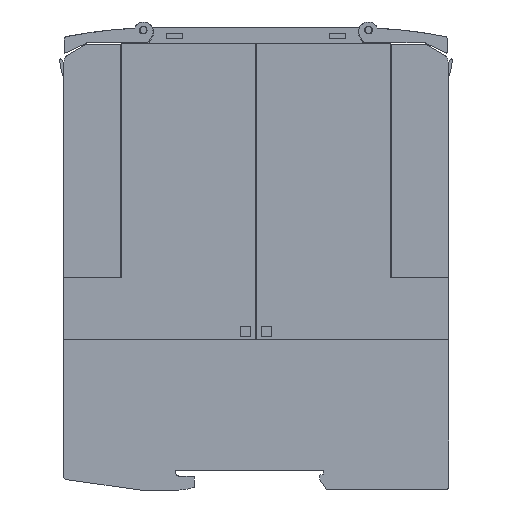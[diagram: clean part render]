
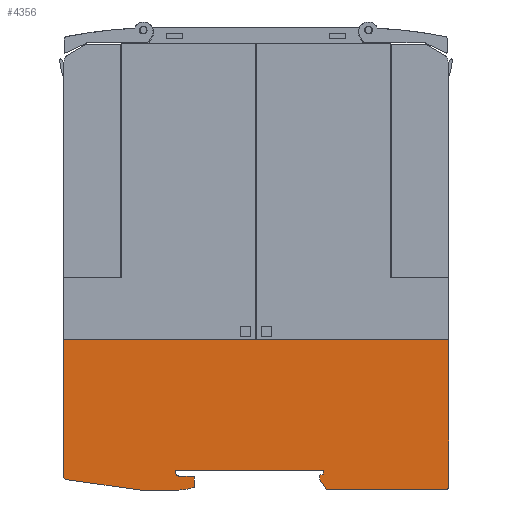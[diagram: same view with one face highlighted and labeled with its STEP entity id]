
A CAD part, left-side view. The second image highlights one B-rep face of the part: STEP entity #4356.
In plain terms, the highlighted planar face has unit normal (-1, 0, 0).
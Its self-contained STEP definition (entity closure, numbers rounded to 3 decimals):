
#4356=ADVANCED_FACE('',(#8829),#8830,.T.);
#8829=FACE_OUTER_BOUND('',#13294,.T.);
#8830=PLANE('',#13295);
#13294=EDGE_LOOP('',(#27080,#27081,#27082,#27083,#27084,#27085,#27086,#27087,#27088,#27089,#27090,#27091,#27092,#27093,#27094,#27095,#27096,#27097,#27098,#27099));
#13295=AXIS2_PLACEMENT_3D('',#27100,#27101,#27102);
#27080=ORIENTED_EDGE('',*,*,#32515,.F.);
#27081=ORIENTED_EDGE('',*,*,#32592,.F.);
#27082=ORIENTED_EDGE('',*,*,#32588,.F.);
#27083=ORIENTED_EDGE('',*,*,#32584,.F.);
#27084=ORIENTED_EDGE('',*,*,#32580,.F.);
#27085=ORIENTED_EDGE('',*,*,#32576,.F.);
#27086=ORIENTED_EDGE('',*,*,#32572,.F.);
#27087=ORIENTED_EDGE('',*,*,#32568,.F.);
#27088=ORIENTED_EDGE('',*,*,#32564,.F.);
#27089=ORIENTED_EDGE('',*,*,#32560,.F.);
#27090=ORIENTED_EDGE('',*,*,#32556,.F.);
#27091=ORIENTED_EDGE('',*,*,#32552,.F.);
#27092=ORIENTED_EDGE('',*,*,#32548,.F.);
#27093=ORIENTED_EDGE('',*,*,#32544,.F.);
#27094=ORIENTED_EDGE('',*,*,#32540,.F.);
#27095=ORIENTED_EDGE('',*,*,#32536,.F.);
#27096=ORIENTED_EDGE('',*,*,#32532,.F.);
#27097=ORIENTED_EDGE('',*,*,#32528,.F.);
#27098=ORIENTED_EDGE('',*,*,#32524,.F.);
#27099=ORIENTED_EDGE('',*,*,#32520,.F.);
#27100=CARTESIAN_POINT('',(0.05,51.037,19.348));
#27101=DIRECTION('',(-1.0,0.0,0.0));
#27102=DIRECTION('',(0.0,1.0,0.0));
#32515=EDGE_CURVE('',#40618,#40619,#40620,.T.);
#32520=EDGE_CURVE('',#40619,#40627,#40628,.T.);
#32524=EDGE_CURVE('',#40627,#40633,#40634,.T.);
#32528=EDGE_CURVE('',#40633,#40639,#40640,.T.);
#32532=EDGE_CURVE('',#40639,#40645,#40646,.T.);
#32536=EDGE_CURVE('',#40645,#40651,#40652,.T.);
#32540=EDGE_CURVE('',#40651,#40657,#40658,.T.);
#32544=EDGE_CURVE('',#40657,#40663,#40664,.T.);
#32548=EDGE_CURVE('',#40663,#40669,#40670,.T.);
#32552=EDGE_CURVE('',#40669,#40675,#40676,.T.);
#32556=EDGE_CURVE('',#40675,#40681,#40682,.T.);
#32560=EDGE_CURVE('',#40681,#40687,#40688,.T.);
#32564=EDGE_CURVE('',#40687,#40693,#40694,.T.);
#32568=EDGE_CURVE('',#40693,#40699,#40700,.T.);
#32572=EDGE_CURVE('',#40699,#40705,#40706,.T.);
#32576=EDGE_CURVE('',#40705,#40711,#40712,.T.);
#32580=EDGE_CURVE('',#40711,#40717,#40718,.T.);
#32584=EDGE_CURVE('',#40717,#40723,#40724,.T.);
#32588=EDGE_CURVE('',#40723,#40729,#40730,.T.);
#32592=EDGE_CURVE('',#40729,#40618,#40735,.T.);
#40618=VERTEX_POINT('',#53073);
#40619=VERTEX_POINT('',#53074);
#40620=CIRCLE('',#53075,10.);
#40627=VERTEX_POINT('',#53084);
#40628=LINE('',#53085,#53086);
#40633=VERTEX_POINT('',#53093);
#40634=LINE('',#53094,#53095);
#40639=VERTEX_POINT('',#53102);
#40640=CIRCLE('',#53103,1.);
#40645=VERTEX_POINT('',#53109);
#40646=LINE('',#53110,#53111);
#40651=VERTEX_POINT('',#53118);
#40652=LINE('',#53119,#53120);
#40657=VERTEX_POINT('',#53127);
#40658=LINE('',#53128,#53129);
#40663=VERTEX_POINT('',#53136);
#40664=CIRCLE('',#53137,1.);
#40669=VERTEX_POINT('',#53143);
#40670=LINE('',#53144,#53145);
#40675=VERTEX_POINT('',#53152);
#40676=LINE('',#53153,#53154);
#40681=VERTEX_POINT('',#53161);
#40682=LINE('',#53162,#53163);
#40687=VERTEX_POINT('',#53170);
#40688=LINE('',#53171,#53172);
#40693=VERTEX_POINT('',#53179);
#40694=LINE('',#53180,#53181);
#40699=VERTEX_POINT('',#53188);
#40700=LINE('',#53189,#53190);
#40705=VERTEX_POINT('',#53197);
#40706=CIRCLE('',#53198,0.3);
#40711=VERTEX_POINT('',#53204);
#40712=CIRCLE('',#53205,1.2);
#40717=VERTEX_POINT('',#53211);
#40718=LINE('',#53212,#53213);
#40723=VERTEX_POINT('',#53220);
#40724=LINE('',#53221,#53222);
#40729=VERTEX_POINT('',#53229);
#40730=LINE('',#53230,#53231);
#40735=LINE('',#53238,#53239);
#53073=CARTESIAN_POINT('',(0.05,68.755,0.256));
#53074=CARTESIAN_POINT('',(0.05,71.005,0.0));
#53075=AXIS2_PLACEMENT_3D('',#58342,#58343,#58344);
#53084=CARTESIAN_POINT('',(0.05,80.949,0.0));
#53085=CARTESIAN_POINT('',(0.05,71.005,0.0));
#53086=VECTOR('',#58350,1.0);
#53093=CARTESIAN_POINT('',(0.05,100.089,2.69));
#53094=CARTESIAN_POINT('',(0.05,80.949,0.0));
#53095=VECTOR('',#58353,1.0);
#53102=CARTESIAN_POINT('',(0.05,100.949,3.68));
#53103=AXIS2_PLACEMENT_3D('',#58356,#58357,#58358);
#53109=CARTESIAN_POINT('',(0.05,100.949,39.));
#53110=CARTESIAN_POINT('',(0.05,100.949,3.68));
#53111=VECTOR('',#58363,1.0);
#53118=CARTESIAN_POINT('',(0.05,0.949,39.));
#53119=CARTESIAN_POINT('',(0.05,100.949,39.));
#53120=VECTOR('',#58366,1.0);
#53127=CARTESIAN_POINT('',(0.05,0.949,1.));
#53128=CARTESIAN_POINT('',(0.05,0.949,39.));
#53129=VECTOR('',#58369,1.0);
#53136=CARTESIAN_POINT('',(0.05,1.949,0.));
#53137=AXIS2_PLACEMENT_3D('',#58372,#58373,#58374);
#53143=CARTESIAN_POINT('',(0.05,32.649,0.));
#53144=CARTESIAN_POINT('',(0.05,1.949,0.));
#53145=VECTOR('',#58379,1.0);
#53152=CARTESIAN_POINT('',(0.05,34.449,2.832));
#53153=CARTESIAN_POINT('',(0.05,32.649,0.));
#53154=VECTOR('',#58382,1.0);
#53161=CARTESIAN_POINT('',(0.05,34.449,3.832));
#53162=CARTESIAN_POINT('',(0.05,34.449,2.832));
#53163=VECTOR('',#58385,1.0);
#53170=CARTESIAN_POINT('',(0.05,33.449,4.1));
#53171=CARTESIAN_POINT('',(0.05,34.449,3.832));
#53172=VECTOR('',#58388,1.0);
#53179=CARTESIAN_POINT('',(0.05,33.449,5.1));
#53180=CARTESIAN_POINT('',(0.05,33.449,4.1));
#53181=VECTOR('',#58391,1.0);
#53188=CARTESIAN_POINT('',(0.05,71.649,5.1));
#53189=CARTESIAN_POINT('',(0.05,33.449,5.1));
#53190=VECTOR('',#58394,1.0);
#53197=CARTESIAN_POINT('',(0.05,71.949,4.8));
#53198=AXIS2_PLACEMENT_3D('',#58397,#58398,#58399);
#53204=CARTESIAN_POINT('',(0.05,70.749,3.6));
#53205=AXIS2_PLACEMENT_3D('',#58404,#58405,#58406);
#53211=CARTESIAN_POINT('',(0.05,67.749,3.6));
#53212=CARTESIAN_POINT('',(0.05,70.749,3.6));
#53213=VECTOR('',#58411,1.0);
#53220=CARTESIAN_POINT('',(0.05,66.949,3.4));
#53221=CARTESIAN_POINT('',(0.05,67.749,3.6));
#53222=VECTOR('',#58414,1.0);
#53229=CARTESIAN_POINT('',(0.05,66.949,0.673));
#53230=CARTESIAN_POINT('',(0.05,66.949,3.4));
#53231=VECTOR('',#58417,1.0);
#53238=CARTESIAN_POINT('',(0.05,66.949,0.673));
#53239=VECTOR('',#58420,1.0);
#58342=CARTESIAN_POINT('',(0.05,71.005,10.));
#58343=DIRECTION('',(1.0,0.0,0.0));
#58344=DIRECTION('',(0.0,0.,-1.0));
#58350=DIRECTION('',(0.0,1.0,0.0));
#58353=DIRECTION('',(0.0,0.99,0.139));
#58356=CARTESIAN_POINT('',(0.05,99.949,3.68));
#58357=DIRECTION('',(1.0,0.0,-0.0));
#58358=DIRECTION('',(0.0,1.0,0.));
#58363=DIRECTION('',(0.0,0.0,1.0));
#58366=DIRECTION('',(0.0,-1.0,0.0));
#58369=DIRECTION('',(0.0,0.0,-1.0));
#58372=CARTESIAN_POINT('',(0.05,1.949,1.));
#58373=DIRECTION('',(1.0,0.0,0.0));
#58374=DIRECTION('',(0.0,0.,-1.0));
#58379=DIRECTION('',(0.0,1.0,0.0));
#58382=DIRECTION('',(0.0,0.536,0.844));
#58385=DIRECTION('',(0.0,0.0,1.0));
#58388=DIRECTION('',(0.0,-0.966,0.259));
#58391=DIRECTION('',(0.0,0.0,1.0));
#58394=DIRECTION('',(0.0,1.0,0.0));
#58397=CARTESIAN_POINT('',(0.05,71.649,4.8));
#58398=DIRECTION('',(-1.0,0.0,0.0));
#58399=DIRECTION('',(0.0,0.,1.));
#58404=CARTESIAN_POINT('',(0.05,70.749,4.8));
#58405=DIRECTION('',(-1.0,0.0,0.0));
#58406=DIRECTION('',(0.0,1.0,0.));
#58411=DIRECTION('',(0.0,-1.0,0.0));
#58414=DIRECTION('',(0.0,-0.97,-0.243));
#58417=DIRECTION('',(0.0,0.,-1.0));
#58420=DIRECTION('',(0.0,0.974,-0.225));
